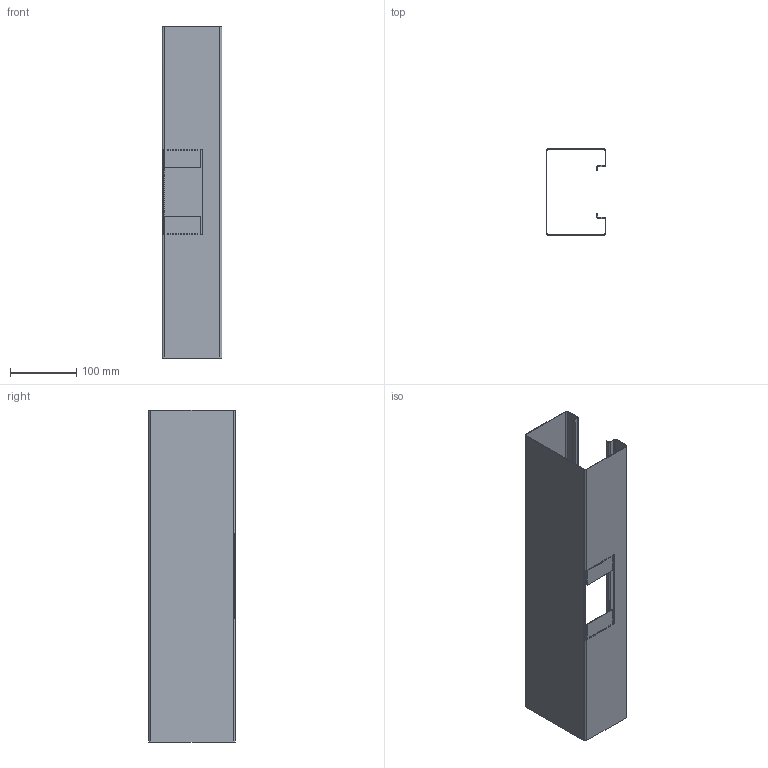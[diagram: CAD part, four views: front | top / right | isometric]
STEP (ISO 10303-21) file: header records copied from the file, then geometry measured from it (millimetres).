
FILE_DESCRIPTION (( 'STEP AP214' ), '1' );
FILE_NAME ('6277360.stp', '2016-05-26T10:57:09', ( '' ), ( '' ), 'SwSTEP 2.0', 'SolidWorks 2014', '' );
FILE_SCHEMA (( 'AUTOMOTIVE_DESIGN' ));
Length unit declared in the file: millimetre
Products named in the file (1): 6277360
Bounding box: 90 x 130 x 500 mm (x, y, z)
Volume: 189793.8 mm3; surface area: 381999.1 mm2
Topology: 1 solids, 1 shells, 161 faces, 399 edges, 238 vertices
Faces by surface type: plane 98, cylinder 61, bspline 2
Entity records: 4993 total; most frequent: CARTESIAN_POINT 1045, DIRECTION 833, ORIENTED_EDGE 798, EDGE_CURVE 399, AXIS2_PLACEMENT_3D 282, VECTOR 269, LINE 269, VERTEX_POINT 238
